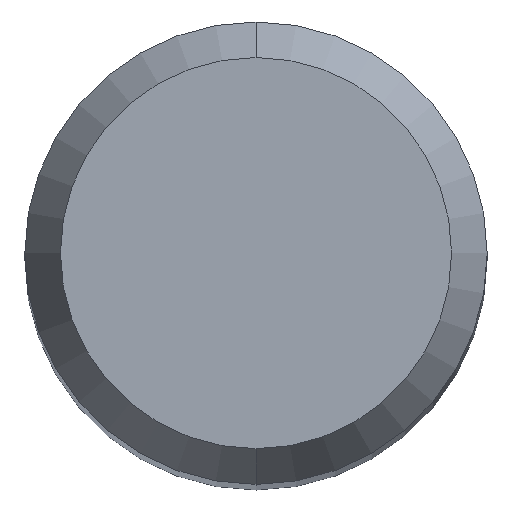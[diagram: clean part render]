
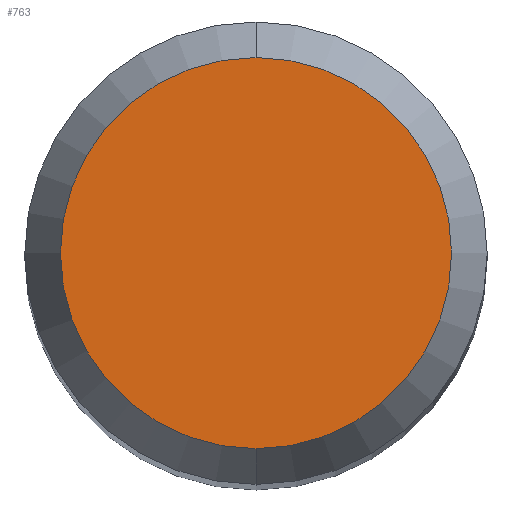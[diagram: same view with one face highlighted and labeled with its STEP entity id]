
A CAD part, top view. The second image highlights one B-rep face of the part: STEP entity #763.
In plain terms, the highlighted planar face has unit normal (0, 0, 1).
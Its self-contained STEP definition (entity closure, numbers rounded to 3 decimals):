
#507=VERTEX_POINT('',#1409);
#583=EDGE_CURVE('',#507,#681,#1493,.T.);
#681=VERTEX_POINT('',#1598);
#727=EDGE_CURVE('',#681,#507,#1650,.T.);
#763=ADVANCED_FACE('',(#1688),#1689,.T.);
#1409=CARTESIAN_POINT('',(0.,-2.538,0.0));
#1493=CIRCLE('',#3087,2.538);
#1598=CARTESIAN_POINT('',(0.0,2.538,0.0));
#1650=CIRCLE('',#4190,2.538);
#1688=FACE_OUTER_BOUND('',#4293,.T.);
#1689=PLANE('',#4294);
#3087=AXIS2_PLACEMENT_3D('',#8607,#8608,#8609);
#4190=AXIS2_PLACEMENT_3D('',#8778,#8779,#8780);
#4293=EDGE_LOOP('',(#8811,#8812));
#4294=AXIS2_PLACEMENT_3D('',#8813,#8814,#8815);
#8607=CARTESIAN_POINT('',(0.0,0.0,0.0));
#8608=DIRECTION('',(0.0,0.0,-1.0));
#8609=DIRECTION('',(0.0,1.0,0.0));
#8778=CARTESIAN_POINT('',(0.0,0.0,0.0));
#8779=DIRECTION('',(0.0,0.0,-1.0));
#8780=DIRECTION('',(0.0,1.0,0.0));
#8811=ORIENTED_EDGE('',*,*,#727,.F.);
#8812=ORIENTED_EDGE('',*,*,#583,.F.);
#8813=CARTESIAN_POINT('',(0.0,1.269,0.0));
#8814=DIRECTION('',(-0.0,0.0,1.0));
#8815=DIRECTION('',(0.0,-1.0,0.0));
